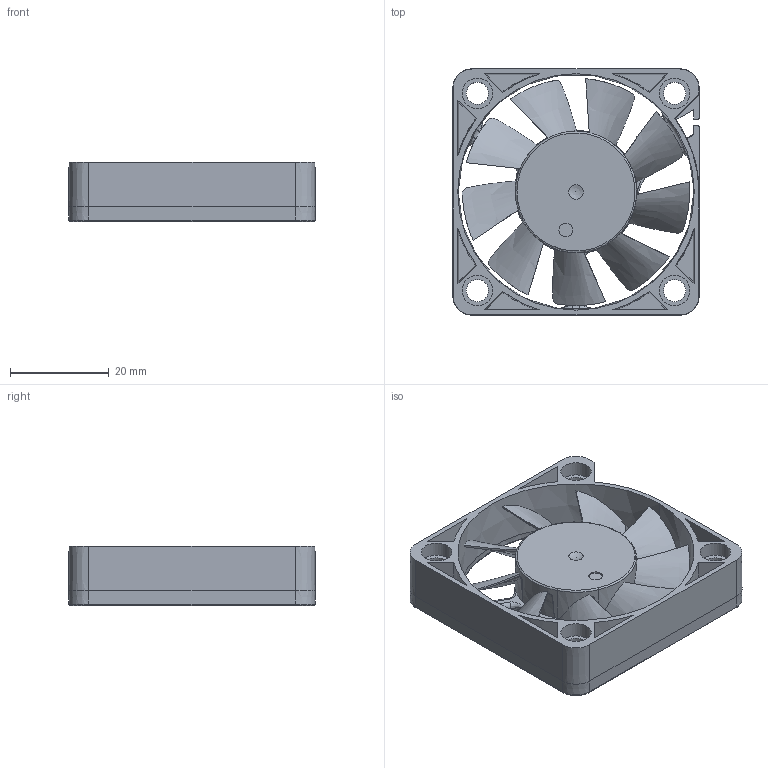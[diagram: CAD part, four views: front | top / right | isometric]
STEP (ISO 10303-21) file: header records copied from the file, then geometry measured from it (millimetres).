
FILE_DESCRIPTION(/* description */ (''),/* implementation_level */ '2;1');
FILE_NAME(/* name */ 'HD-5015',/* time_stamp */ '2021-03-11T10:18:33+08:00',/* author */ (''),/* organization */ (''),/* preprocessor_version */ 'ST-DEVELOPER v9',/* originating_system */ 'UGS - NX 4.0',/* authorisation */ '');
FILE_SCHEMA (('CONFIG_CONTROL_DESIGN'));
Length unit declared in the file: millimetre
Products named in the file (1): AdmiF24Ds8u5
Bounding box: 50 x 50 x 12 mm (x, y, z)
Volume: 8863.5 mm3; surface area: 13234.7 mm2
Topology: 2 solids, 4 shells, 346 faces, 866 edges, 538 vertices
Faces by surface type: plane 109, cylinder 70, bspline 70, cone 68, torus 26, revolution 2, sphere 1
Full cylindrical faces by diameter (mm): 6.2 x4
Entity records: 15808 total; most frequent: CARTESIAN_POINT 8222, ORIENTED_EDGE 1718, DIRECTION 1333, EDGE_CURVE 859, VERTEX_POINT 536, AXIS2_PLACEMENT_3D 535, EDGE_LOOP 375, ADVANCED_FACE 346
